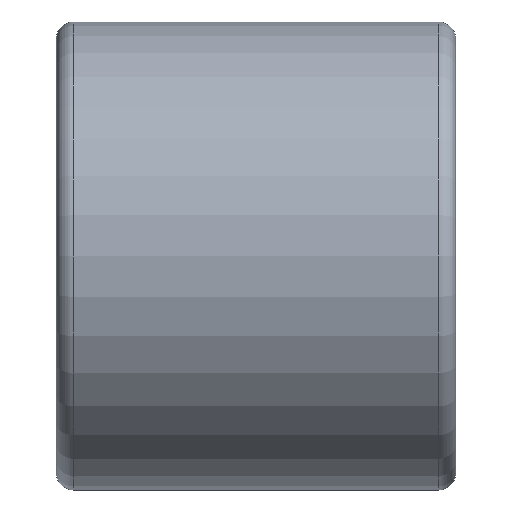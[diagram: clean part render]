
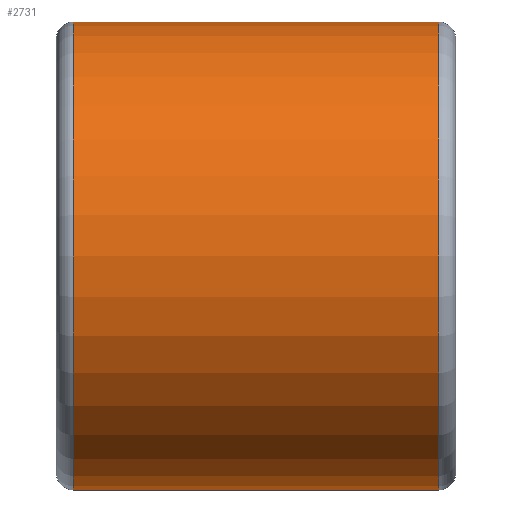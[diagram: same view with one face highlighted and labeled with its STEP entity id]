
A CAD part, front view. The second image highlights one B-rep face of the part: STEP entity #2731.
In plain terms, the highlighted cylindrical face has radius 41 mm (diameter 82 mm), a partial arc.
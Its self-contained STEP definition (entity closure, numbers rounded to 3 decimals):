
#39 = EDGE_CURVE ( 'NONE', #2254, #1196, #399, .T. ) ;
#245 = AXIS2_PLACEMENT_3D ( 'NONE', #2790, #2836, #2905 ) ;
#282 = CARTESIAN_POINT ( 'NONE',  ( 0., 0., -41. ) ) ;
#307 = EDGE_LOOP ( 'NONE', ( #1864, #3149, #2370, #1263 ) ) ;
#399 = LINE ( 'NONE', #282, #2480 ) ;
#426 = DIRECTION ( 'NONE',  ( -1., 0., 0. ) ) ;
#617 = FACE_OUTER_BOUND ( 'NONE', #307, .T. ) ;
#735 = AXIS2_PLACEMENT_3D ( 'NONE', #3859, #3620, #3601 ) ;
#936 = CIRCLE ( 'NONE', #735, 41. ) ;
#1061 = CIRCLE ( 'NONE', #245, 41. ) ;
#1196 = VERTEX_POINT ( 'NONE', #4931 ) ;
#1244 = CARTESIAN_POINT ( 'NONE',  ( 67., 0., -41. ) ) ;
#1263 = ORIENTED_EDGE ( 'NONE', *, *, #1791, .T. ) ;
#1381 = EDGE_CURVE ( 'NONE', #2254, #3909, #1061, .T. ) ;
#1791 = EDGE_CURVE ( 'NONE', #4493, #1196, #936, .T. ) ;
#1802 = DIRECTION ( 'NONE',  ( -1., 0., 0. ) ) ;
#1864 = ORIENTED_EDGE ( 'NONE', *, *, #39, .F. ) ;
#1988 = CARTESIAN_POINT ( 'NONE',  ( 0., 0., 0. ) ) ;
#2224 = EDGE_CURVE ( 'NONE', #3909, #4493, #2267, .T. ) ;
#2254 = VERTEX_POINT ( 'NONE', #1244 ) ;
#2267 = LINE ( 'NONE', #4971, #4249 ) ;
#2370 = ORIENTED_EDGE ( 'NONE', *, *, #2224, .T. ) ;
#2395 = AXIS2_PLACEMENT_3D ( 'NONE', #1988, #426, #3594 ) ;
#2480 = VECTOR ( 'NONE', #2706, 1000. ) ;
#2481 = CARTESIAN_POINT ( 'NONE',  ( 3., 0., 41. ) ) ;
#2706 = DIRECTION ( 'NONE',  ( -1., 0., 0. ) ) ;
#2731 = ADVANCED_FACE ( 'NONE', ( #617 ), #3253, .T. ) ;
#2790 = CARTESIAN_POINT ( 'NONE',  ( 67., 0., 0. ) ) ;
#2836 = DIRECTION ( 'NONE',  ( -1., 0., 0. ) ) ;
#2905 = DIRECTION ( 'NONE',  ( 0., 0., 1. ) ) ;
#3149 = ORIENTED_EDGE ( 'NONE', *, *, #1381, .T. ) ;
#3253 = CYLINDRICAL_SURFACE ( 'NONE', #2395, 41. ) ;
#3289 = CARTESIAN_POINT ( 'NONE',  ( 67., 0., 41. ) ) ;
#3594 = DIRECTION ( 'NONE',  ( 0., 0., 1. ) ) ;
#3601 = DIRECTION ( 'NONE',  ( 0., 0., -1. ) ) ;
#3620 = DIRECTION ( 'NONE',  ( 1., 0., 0. ) ) ;
#3859 = CARTESIAN_POINT ( 'NONE',  ( 3., 0., 0. ) ) ;
#3909 = VERTEX_POINT ( 'NONE', #3289 ) ;
#4249 = VECTOR ( 'NONE', #1802, 1000. ) ;
#4493 = VERTEX_POINT ( 'NONE', #2481 ) ;
#4931 = CARTESIAN_POINT ( 'NONE',  ( 3., 0., -41. ) ) ;
#4971 = CARTESIAN_POINT ( 'NONE',  ( 0., 0., 41. ) ) ;
